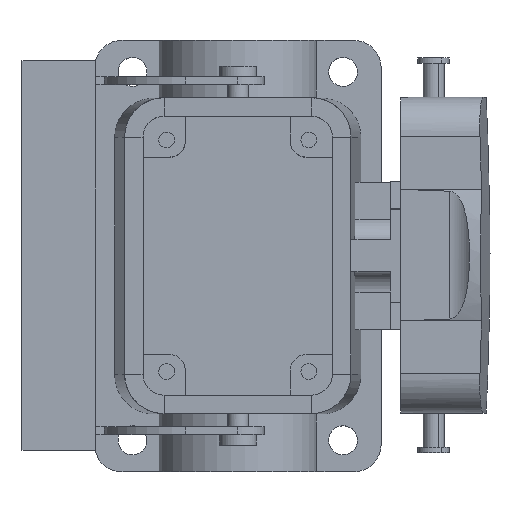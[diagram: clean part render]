
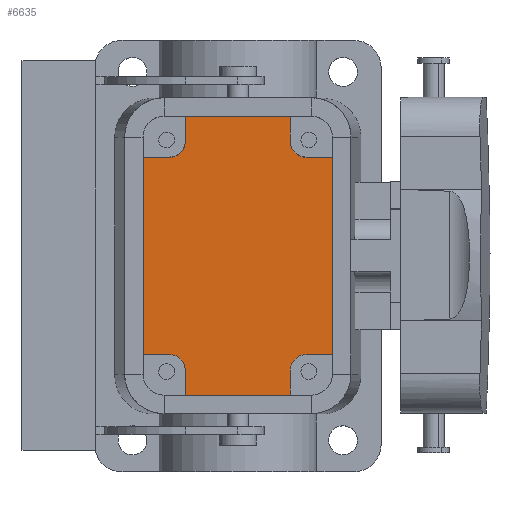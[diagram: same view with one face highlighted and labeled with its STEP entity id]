
A CAD part, top view. The second image highlights one B-rep face of the part: STEP entity #6635.
In plain terms, the highlighted planar face has unit normal (0, 0, 1).
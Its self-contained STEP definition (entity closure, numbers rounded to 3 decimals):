
#6114=AXIS2_PLACEMENT_3D('Circle Axis2P3D',#6112,#6113,$) ;
#6247=AXIS2_PLACEMENT_3D('Circle Axis2P3D',#6245,#6246,$) ;
#6318=AXIS2_PLACEMENT_3D('Circle Axis2P3D',#6316,#6317,$) ;
#6582=AXIS2_PLACEMENT_3D('Plane Axis2P3D',#6579,#6580,#6581) ;
#6586=AXIS2_PLACEMENT_3D('Circle Axis2P3D',#6584,#6585,$) ;
#6112=CARTESIAN_POINT('Axis2P3D Location',(54.,19.25,5.5)) ;
#6116=CARTESIAN_POINT('Vertex',(54.,22.25,5.5)) ;
#6118=CARTESIAN_POINT('Vertex',(51.,19.25,5.5)) ;
#6163=CARTESIAN_POINT('Vertex',(59.,22.25,5.5)) ;
#6166=CARTESIAN_POINT('Line Origine',(56.5,22.25,5.5)) ;
#6187=CARTESIAN_POINT('Vertex',(54.,59.75,5.5)) ;
#6190=CARTESIAN_POINT('Line Origine',(56.5,59.75,5.5)) ;
#6194=CARTESIAN_POINT('Vertex',(59.,59.75,5.5)) ;
#6218=CARTESIAN_POINT('Vertex',(51.,67.5,5.5)) ;
#6221=CARTESIAN_POINT('Line Origine',(51.,65.125,5.5)) ;
#6225=CARTESIAN_POINT('Vertex',(51.,62.75,5.5)) ;
#6245=CARTESIAN_POINT('Axis2P3D Location',(28.,62.75,5.5)) ;
#6249=CARTESIAN_POINT('Vertex',(28.,59.75,5.5)) ;
#6251=CARTESIAN_POINT('Vertex',(31.,62.75,5.5)) ;
#6285=CARTESIAN_POINT('Line Origine',(31.,65.125,5.5)) ;
#6289=CARTESIAN_POINT('Vertex',(31.,67.5,5.5)) ;
#6316=CARTESIAN_POINT('Axis2P3D Location',(54.,62.75,5.5)) ;
#6352=CARTESIAN_POINT('Line Origine',(59.,41.,5.5)) ;
#6373=CARTESIAN_POINT('Line Origine',(41.,67.5,5.5)) ;
#6444=CARTESIAN_POINT('Vertex',(23.,59.75,5.5)) ;
#6447=CARTESIAN_POINT('Line Origine',(25.5,59.75,5.5)) ;
#6535=CARTESIAN_POINT('Line Origine',(51.,16.875,5.5)) ;
#6539=CARTESIAN_POINT('Vertex',(51.,14.5,5.5)) ;
#6579=CARTESIAN_POINT('Axis2P3D Location',(41.,41.,5.5)) ;
#6584=CARTESIAN_POINT('Axis2P3D Location',(28.,19.25,5.5)) ;
#6588=CARTESIAN_POINT('Vertex',(31.,19.25,5.5)) ;
#6590=CARTESIAN_POINT('Vertex',(28.,22.25,5.5)) ;
#6593=CARTESIAN_POINT('Line Origine',(31.,16.875,5.5)) ;
#6597=CARTESIAN_POINT('Vertex',(31.,14.5,5.5)) ;
#6600=CARTESIAN_POINT('Line Origine',(41.,14.5,5.5)) ;
#6605=CARTESIAN_POINT('Line Origine',(23.,41.,5.5)) ;
#6609=CARTESIAN_POINT('Vertex',(23.,22.25,5.5)) ;
#6612=CARTESIAN_POINT('Line Origine',(25.5,22.25,5.5)) ;
#6113=DIRECTION('Axis2P3D Direction',(0.,0.,-1.)) ;
#6167=DIRECTION('Vector Direction',(-1.,0.,0.)) ;
#6191=DIRECTION('Vector Direction',(-1.,0.,0.)) ;
#6222=DIRECTION('Vector Direction',(0.,1.,0.)) ;
#6246=DIRECTION('Axis2P3D Direction',(0.,-0.,-1.)) ;
#6286=DIRECTION('Vector Direction',(0.,1.,0.)) ;
#6317=DIRECTION('Axis2P3D Direction',(0.,-0.,-1.)) ;
#6353=DIRECTION('Vector Direction',(0.,-1.,0.)) ;
#6374=DIRECTION('Vector Direction',(-1.,0.,0.)) ;
#6448=DIRECTION('Vector Direction',(1.,0.,0.)) ;
#6536=DIRECTION('Vector Direction',(0.,-1.,0.)) ;
#6580=DIRECTION('Axis2P3D Direction',(-0.,0.,1.)) ;
#6581=DIRECTION('Axis2P3D XDirection',(0.,-1.,0.)) ;
#6585=DIRECTION('Axis2P3D Direction',(-0.,0.,1.)) ;
#6594=DIRECTION('Vector Direction',(0.,-1.,0.)) ;
#6601=DIRECTION('Vector Direction',(1.,0.,0.)) ;
#6606=DIRECTION('Vector Direction',(0.,1.,0.)) ;
#6613=DIRECTION('Vector Direction',(1.,0.,0.)) ;
#6168=VECTOR('Line Direction',#6167,1.) ;
#6192=VECTOR('Line Direction',#6191,1.) ;
#6223=VECTOR('Line Direction',#6222,1.) ;
#6287=VECTOR('Line Direction',#6286,1.) ;
#6354=VECTOR('Line Direction',#6353,1.) ;
#6375=VECTOR('Line Direction',#6374,1.) ;
#6449=VECTOR('Line Direction',#6448,1.) ;
#6537=VECTOR('Line Direction',#6536,1.) ;
#6595=VECTOR('Line Direction',#6594,1.) ;
#6602=VECTOR('Line Direction',#6601,1.) ;
#6607=VECTOR('Line Direction',#6606,1.) ;
#6614=VECTOR('Line Direction',#6613,1.) ;
#6618=ORIENTED_EDGE('',*,*,#6592,.F.) ;
#6619=ORIENTED_EDGE('',*,*,#6599,.T.) ;
#6620=ORIENTED_EDGE('',*,*,#6604,.T.) ;
#6621=ORIENTED_EDGE('',*,*,#6541,.F.) ;
#6622=ORIENTED_EDGE('',*,*,#6120,.F.) ;
#6623=ORIENTED_EDGE('',*,*,#6170,.F.) ;
#6624=ORIENTED_EDGE('',*,*,#6356,.T.) ;
#6625=ORIENTED_EDGE('',*,*,#6196,.T.) ;
#6626=ORIENTED_EDGE('',*,*,#6320,.F.) ;
#6627=ORIENTED_EDGE('',*,*,#6227,.T.) ;
#6628=ORIENTED_EDGE('',*,*,#6377,.T.) ;
#6629=ORIENTED_EDGE('',*,*,#6291,.F.) ;
#6630=ORIENTED_EDGE('',*,*,#6253,.F.) ;
#6631=ORIENTED_EDGE('',*,*,#6451,.F.) ;
#6632=ORIENTED_EDGE('',*,*,#6611,.T.) ;
#6633=ORIENTED_EDGE('',*,*,#6616,.T.) ;
#6635=ADVANCED_FACE('Housing',(#6634),#6583,.T.) ;
#6115=CIRCLE('generated circle',#6114,3.) ;
#6248=CIRCLE('generated circle',#6247,3.) ;
#6319=CIRCLE('generated circle',#6318,3.) ;
#6587=CIRCLE('generated circle',#6586,3.) ;
#6120=EDGE_CURVE('',#6117,#6119,#6115,.F.) ;
#6170=EDGE_CURVE('',#6164,#6117,#6169,.T.) ;
#6196=EDGE_CURVE('',#6195,#6188,#6193,.T.) ;
#6227=EDGE_CURVE('',#6226,#6219,#6224,.T.) ;
#6253=EDGE_CURVE('',#6250,#6252,#6248,.F.) ;
#6291=EDGE_CURVE('',#6252,#6290,#6288,.T.) ;
#6320=EDGE_CURVE('',#6226,#6188,#6319,.F.) ;
#6356=EDGE_CURVE('',#6164,#6195,#6355,.F.) ;
#6377=EDGE_CURVE('',#6219,#6290,#6376,.T.) ;
#6451=EDGE_CURVE('',#6445,#6250,#6450,.T.) ;
#6541=EDGE_CURVE('',#6119,#6540,#6538,.T.) ;
#6592=EDGE_CURVE('',#6589,#6591,#6587,.T.) ;
#6599=EDGE_CURVE('',#6589,#6598,#6596,.T.) ;
#6604=EDGE_CURVE('',#6598,#6540,#6603,.T.) ;
#6611=EDGE_CURVE('',#6445,#6610,#6608,.F.) ;
#6616=EDGE_CURVE('',#6610,#6591,#6615,.T.) ;
#6617=EDGE_LOOP('',(#6618,#6619,#6620,#6621,#6622,#6623,#6624,#6625,#6626,#6627,#6628,#6629,#6630,#6631,#6632,#6633)) ;
#6634=FACE_OUTER_BOUND('',#6617,.T.) ;
#6169=LINE('Line',#6166,#6168) ;
#6193=LINE('Line',#6190,#6192) ;
#6224=LINE('Line',#6221,#6223) ;
#6288=LINE('Line',#6285,#6287) ;
#6355=LINE('Line',#6352,#6354) ;
#6376=LINE('Line',#6373,#6375) ;
#6450=LINE('Line',#6447,#6449) ;
#6538=LINE('Line',#6535,#6537) ;
#6596=LINE('Line',#6593,#6595) ;
#6603=LINE('Line',#6600,#6602) ;
#6608=LINE('Line',#6605,#6607) ;
#6615=LINE('Line',#6612,#6614) ;
#6583=PLANE('',#6582) ;
#6117=VERTEX_POINT('',#6116) ;
#6119=VERTEX_POINT('',#6118) ;
#6164=VERTEX_POINT('',#6163) ;
#6188=VERTEX_POINT('',#6187) ;
#6195=VERTEX_POINT('',#6194) ;
#6219=VERTEX_POINT('',#6218) ;
#6226=VERTEX_POINT('',#6225) ;
#6250=VERTEX_POINT('',#6249) ;
#6252=VERTEX_POINT('',#6251) ;
#6290=VERTEX_POINT('',#6289) ;
#6445=VERTEX_POINT('',#6444) ;
#6540=VERTEX_POINT('',#6539) ;
#6589=VERTEX_POINT('',#6588) ;
#6591=VERTEX_POINT('',#6590) ;
#6598=VERTEX_POINT('',#6597) ;
#6610=VERTEX_POINT('',#6609) ;
